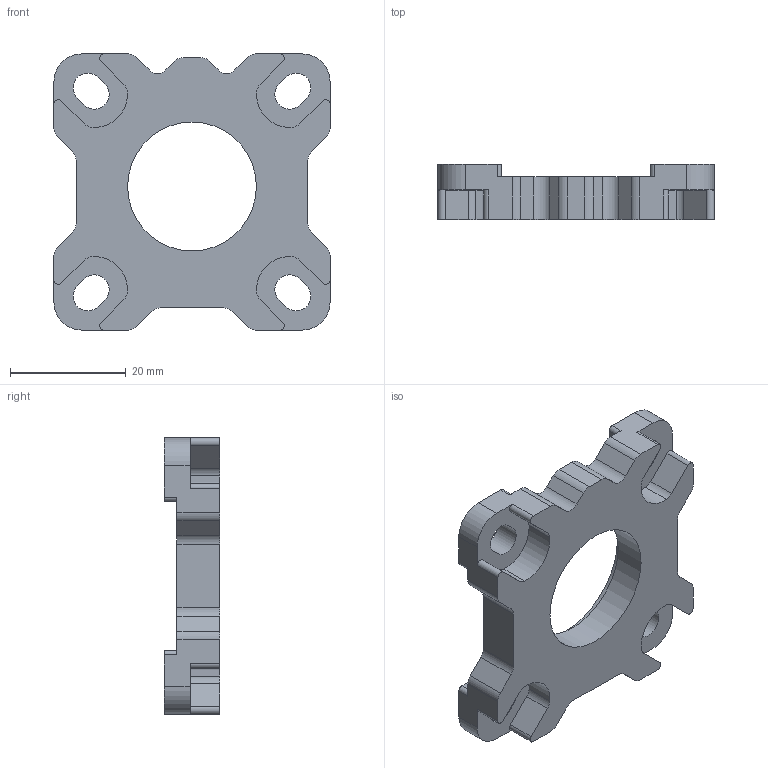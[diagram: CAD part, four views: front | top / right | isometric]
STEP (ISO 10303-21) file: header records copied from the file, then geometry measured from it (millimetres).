
FILE_DESCRIPTION (( 'STEP AP214' ), '1' );
FILE_NAME ('am-4937 1x1 .875 Bearing Block.STEP', '2022-12-08T21:19:19', ( '' ), ( '' ), 'SwSTEP 2.0', 'SolidWorks 2022', '' );
FILE_SCHEMA (( 'AUTOMOTIVE_DESIGN' ));
Length unit declared in the file: inch
Products named in the file (1): am-4937 1x1 .875 Bearing Block
Bounding box: 47.62 x 9.53 x 47.62 mm (x, y, z)
Volume: 9967.2 mm3; surface area: 5954.8 mm2
Topology: 1 solids, 1 shells, 121 faces, 354 edges, 236 vertices
Faces by surface type: cylinder 64, plane 57
Full cylindrical faces by diameter (mm): 22.225 x1, 25.4 x1
Entity records: 4106 total; most frequent: DIRECTION 724, CARTESIAN_POINT 710, ORIENTED_EDGE 704, EDGE_CURVE 352, AXIS2_PLACEMENT_3D 250, VERTEX_POINT 236, LINE 224, VECTOR 224
